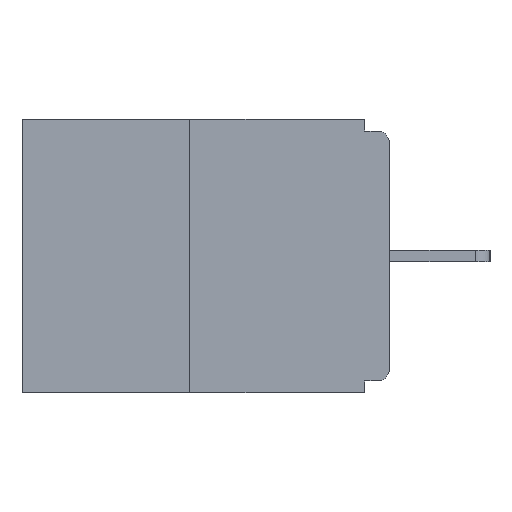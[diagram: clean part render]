
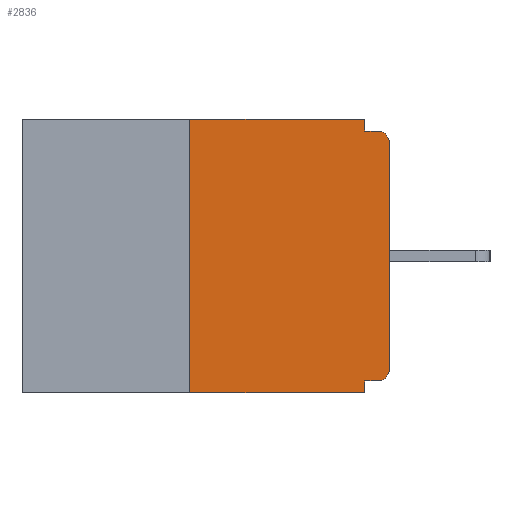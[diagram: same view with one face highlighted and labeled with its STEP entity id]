
A CAD part, left-side view. The second image highlights one B-rep face of the part: STEP entity #2836.
In plain terms, the highlighted planar face has unit normal (-1, 0, 0).
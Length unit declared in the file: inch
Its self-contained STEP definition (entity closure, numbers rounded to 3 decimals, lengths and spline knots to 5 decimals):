
#88 = VECTOR ( 'NONE', #11876, 39.37008 ) ;
#208 = ORIENTED_EDGE ( 'NONE', *, *, #19480, .F. ) ;
#279 = CARTESIAN_POINT ( 'NONE',  ( 0., 0.46, 0. ) ) ;
#459 = DIRECTION ( 'NONE',  ( 0., 0., 1. ) ) ;
#1286 = DIRECTION ( 'NONE',  ( 0., 0., 1. ) ) ;
#1918 = DIRECTION ( 'NONE',  ( 0., -1., 0. ) ) ;
#2090 = VERTEX_POINT ( 'NONE', #21279 ) ;
#2330 = EDGE_CURVE ( 'NONE', #16823, #20909, #17482, .T. ) ;
#2363 = LINE ( 'NONE', #9408, #9788 ) ;
#2588 = CARTESIAN_POINT ( 'NONE',  ( 0., 0.031, 0. ) ) ;
#2836 = ADVANCED_FACE ( 'NONE', ( #19112 ), #4254, .F. ) ;
#3189 = VERTEX_POINT ( 'NONE', #2588 ) ;
#3320 = CARTESIAN_POINT ( 'NONE',  ( 0., 0.031, 0. ) ) ;
#3370 = VECTOR ( 'NONE', #20973, 39.37008 ) ;
#3406 = EDGE_CURVE ( 'NONE', #3189, #2090, #6976, .T. ) ;
#4134 = DIRECTION ( 'NONE',  ( -1., 0., 0. ) ) ;
#4254 = PLANE ( 'NONE',  #19485 ) ;
#4276 = VERTEX_POINT ( 'NONE', #13652 ) ;
#4358 = VERTEX_POINT ( 'NONE', #17581 ) ;
#4366 = EDGE_CURVE ( 'NONE', #2090, #9281, #2363, .T. ) ;
#4368 = DIRECTION ( 'NONE',  ( 1., 0., 0. ) ) ;
#4982 = EDGE_CURVE ( 'NONE', #18358, #4276, #16749, .T. ) ;
#5123 = CARTESIAN_POINT ( 'NONE',  ( 0., 0.25, 0. ) ) ;
#5674 = DIRECTION ( 'NONE',  ( 0., 1., 0. ) ) ;
#5708 = DIRECTION ( 'NONE',  ( 0., 0., -1. ) ) ;
#6083 = EDGE_CURVE ( 'NONE', #18358, #4358, #7122, .T. ) ;
#6386 = VECTOR ( 'NONE', #459, 39.37008 ) ;
#6682 = AXIS2_PLACEMENT_3D ( 'NONE', #15369, #13850, #5708 ) ;
#6755 = EDGE_CURVE ( 'NONE', #12531, #16823, #19761, .T. ) ;
#6976 = LINE ( 'NONE', #3320, #88 ) ;
#7122 = LINE ( 'NONE', #13763, #20708 ) ;
#8859 = ORIENTED_EDGE ( 'NONE', *, *, #6083, .T. ) ;
#9056 = VECTOR ( 'NONE', #5674, 39.37008 ) ;
#9097 = ORIENTED_EDGE ( 'NONE', *, *, #6755, .T. ) ;
#9201 = CARTESIAN_POINT ( 'NONE',  ( 0., 0., 0. ) ) ;
#9281 = VERTEX_POINT ( 'NONE', #11658 ) ;
#9340 = LINE ( 'NONE', #15571, #3370 ) ;
#9408 = CARTESIAN_POINT ( 'NONE',  ( 0., 0., -0.015 ) ) ;
#9443 = ORIENTED_EDGE ( 'NONE', *, *, #13353, .T. ) ;
#9788 = VECTOR ( 'NONE', #13995, 39.37008 ) ;
#9967 = ORIENTED_EDGE ( 'NONE', *, *, #4982, .F. ) ;
#10157 = ORIENTED_EDGE ( 'NONE', *, *, #11417, .F. ) ;
#10368 = LINE ( 'NONE', #279, #14851 ) ;
#11417 = EDGE_CURVE ( 'NONE', #12531, #21187, #16172, .T. ) ;
#11658 = CARTESIAN_POINT ( 'NONE',  ( 0., 0.015, -0.015 ) ) ;
#11876 = DIRECTION ( 'NONE',  ( 0., 0., -1. ) ) ;
#11958 = VECTOR ( 'NONE', #1286, 39.37008 ) ;
#12531 = VERTEX_POINT ( 'NONE', #16333 ) ;
#12719 = ORIENTED_EDGE ( 'NONE', *, *, #4366, .F. ) ;
#13194 = AXIS2_PLACEMENT_3D ( 'NONE', #13912, #4134, #14032 ) ;
#13353 = EDGE_CURVE ( 'NONE', #20909, #9281, #17825, .T. ) ;
#13652 = CARTESIAN_POINT ( 'NONE',  ( 0., 0.25, 0. ) ) ;
#13763 = CARTESIAN_POINT ( 'NONE',  ( 0., 0.46, -0.343 ) ) ;
#13850 = DIRECTION ( 'NONE',  ( -1., 0., 0. ) ) ;
#13912 = CARTESIAN_POINT ( 'NONE',  ( 0., 0.015, -0.313 ) ) ;
#13995 = DIRECTION ( 'NONE',  ( 0., -1., 0. ) ) ;
#14032 = DIRECTION ( 'NONE',  ( 0., 0., -1. ) ) ;
#14033 = ORIENTED_EDGE ( 'NONE', *, *, #3406, .F. ) ;
#14660 = CARTESIAN_POINT ( 'NONE',  ( 0., 0., -0.328 ) ) ;
#14851 = VECTOR ( 'NONE', #1918, 39.37008 ) ;
#15289 = ORIENTED_EDGE ( 'NONE', *, *, #18897, .F. ) ;
#15369 = CARTESIAN_POINT ( 'NONE',  ( 0., 0.015, -0.03 ) ) ;
#15571 = CARTESIAN_POINT ( 'NONE',  ( 0., 0.031, -0.343 ) ) ;
#15970 = DIRECTION ( 'NONE',  ( 0., 0., -1. ) ) ;
#16172 = LINE ( 'NONE', #14660, #9056 ) ;
#16333 = CARTESIAN_POINT ( 'NONE',  ( 0., 0.015, -0.328 ) ) ;
#16749 = LINE ( 'NONE', #5123, #6386 ) ;
#16823 = VERTEX_POINT ( 'NONE', #17623 ) ;
#17040 = CARTESIAN_POINT ( 'NONE',  ( 0., 0.25, -0.343 ) ) ;
#17183 = CARTESIAN_POINT ( 'NONE',  ( 0., 0.031, -0.328 ) ) ;
#17482 = LINE ( 'NONE', #9201, #11958 ) ;
#17513 = CARTESIAN_POINT ( 'NONE',  ( 0., 0.46, 0. ) ) ;
#17581 = CARTESIAN_POINT ( 'NONE',  ( 0., 0.031, -0.343 ) ) ;
#17623 = CARTESIAN_POINT ( 'NONE',  ( 0., 0., -0.313 ) ) ;
#17825 = CIRCLE ( 'NONE', #6682, 0.015 ) ;
#17858 = ORIENTED_EDGE ( 'NONE', *, *, #2330, .T. ) ;
#18358 = VERTEX_POINT ( 'NONE', #17040 ) ;
#18897 = EDGE_CURVE ( 'NONE', #4276, #3189, #10368, .T. ) ;
#19112 = FACE_OUTER_BOUND ( 'NONE', #20807, .T. ) ;
#19480 = EDGE_CURVE ( 'NONE', #21187, #4358, #9340, .T. ) ;
#19485 = AXIS2_PLACEMENT_3D ( 'NONE', #17513, #4368, #15970 ) ;
#19761 = CIRCLE ( 'NONE', #13194, 0.015 ) ;
#20378 = DIRECTION ( 'NONE',  ( 0., -1., 0. ) ) ;
#20708 = VECTOR ( 'NONE', #20378, 39.37008 ) ;
#20807 = EDGE_LOOP ( 'NONE', ( #15289, #9967, #8859, #208, #10157, #9097, #17858, #9443, #12719, #14033 ) ) ;
#20909 = VERTEX_POINT ( 'NONE', #21215 ) ;
#20973 = DIRECTION ( 'NONE',  ( 0., 0., -1. ) ) ;
#21187 = VERTEX_POINT ( 'NONE', #17183 ) ;
#21215 = CARTESIAN_POINT ( 'NONE',  ( 0., 0., -0.03 ) ) ;
#21279 = CARTESIAN_POINT ( 'NONE',  ( 0., 0.031, -0.015 ) ) ;
